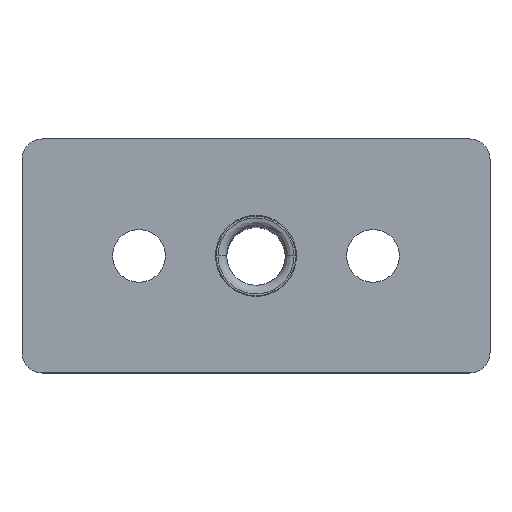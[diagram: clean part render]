
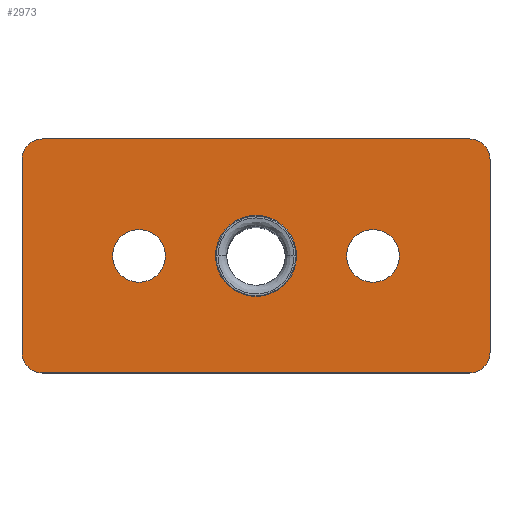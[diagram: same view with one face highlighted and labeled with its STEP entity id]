
A CAD part, top view. The second image highlights one B-rep face of the part: STEP entity #2973.
In plain terms, the highlighted planar face has unit normal (0, 0, 1).
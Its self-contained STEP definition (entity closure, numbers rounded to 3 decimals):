
#51 = LINE ( 'NONE', #1927, #54 ) ;
#53 = CIRCLE ( 'NONE', #1114, 4.5 ) ;
#54 = VECTOR ( 'NONE', #1944, 1000. ) ;
#57 = CIRCLE ( 'NONE', #2001, 3.5 ) ;
#60 = LINE ( 'NONE', #1914, #63 ) ;
#63 = VECTOR ( 'NONE', #1913, 1000. ) ;
#64 = CIRCLE ( 'NONE', #2000, 3.5 ) ;
#67 = LINE ( 'NONE', #1905, #70 ) ;
#70 = VECTOR ( 'NONE', #1904, 1000. ) ;
#71 = CIRCLE ( 'NONE', #1999, 3.5 ) ;
#74 = LINE ( 'NONE', #1897, #77 ) ;
#77 = VECTOR ( 'NONE', #1896, 1000. ) ;
#78 = CIRCLE ( 'NONE', #1998, 3.5 ) ;
#80 = CIRCLE ( 'NONE', #1997, 6.92 ) ;
#81 = CIRCLE ( 'NONE', #1113, 4.5 ) ;
#150 = CIRCLE ( 'NONE', #1080, 6.92 ) ;
#157 = CIRCLE ( 'NONE', #1077, 4.5 ) ;
#174 = CIRCLE ( 'NONE', #1066, 4.5 ) ;
#321 = ORIENTED_EDGE ( 'NONE', *, *, #2053, .F. ) ;
#322 = ORIENTED_EDGE ( 'NONE', *, *, #2059, .F. ) ;
#323 = ORIENTED_EDGE ( 'NONE', *, *, #2055, .F. ) ;
#331 = ORIENTED_EDGE ( 'NONE', *, *, #2050, .F. ) ;
#333 = ORIENTED_EDGE ( 'NONE', *, *, #2065, .F. ) ;
#334 = ORIENTED_EDGE ( 'NONE', *, *, #2057, .F. ) ;
#487 = CARTESIAN_POINT ( 'NONE',  ( 20., -6.92, 0. ) ) ;
#497 = CARTESIAN_POINT ( 'NONE',  ( 56.5, -20., 0. ) ) ;
#503 = CARTESIAN_POINT ( 'NONE',  ( 56.5, 20., 0. ) ) ;
#652 = ORIENTED_EDGE ( 'NONE', *, *, #2068, .F. ) ;
#654 = ORIENTED_EDGE ( 'NONE', *, *, #2127, .F. ) ;
#655 = ORIENTED_EDGE ( 'NONE', *, *, #2147, .F. ) ;
#656 = ORIENTED_EDGE ( 'NONE', *, *, #2063, .F. ) ;
#658 = ORIENTED_EDGE ( 'NONE', *, *, #2067, .F. ) ;
#659 = ORIENTED_EDGE ( 'NONE', *, *, #2122, .F. ) ;
#662 = ORIENTED_EDGE ( 'NONE', *, *, #2066, .F. ) ;
#665 = ORIENTED_EDGE ( 'NONE', *, *, #2061, .F. ) ;
#1021 = CARTESIAN_POINT ( 'NONE',  ( -20., -16.5, 0. ) ) ;
#1066 = AXIS2_PLACEMENT_3D ( 'NONE', #2285, #2286, #2287 ) ;
#1077 = AXIS2_PLACEMENT_3D ( 'NONE', #2870, #2871, #2872 ) ;
#1080 = AXIS2_PLACEMENT_3D ( 'NONE', #2857, #2858, #2859 ) ;
#1113 = AXIS2_PLACEMENT_3D ( 'NONE', #1891, #1890, #1892 ) ;
#1114 = AXIS2_PLACEMENT_3D ( 'NONE', #1889, #1895, #1893 ) ;
#1220 = DIRECTION ( 'NONE',  ( 0., 0., -1. ) ) ;
#1221 = PLANE ( 'NONE',  #1388 ) ;
#1223 = CARTESIAN_POINT ( 'NONE',  ( 20., 0., 0. ) ) ;
#1225 = DIRECTION ( 'NONE',  ( -1., 0., 0. ) ) ;
#1388 = AXIS2_PLACEMENT_3D ( 'NONE', #1223, #1220, #1225 ) ;
#1408 = VERTEX_POINT ( 'NONE', #503 ) ;
#1416 = VERTEX_POINT ( 'NONE', #497 ) ;
#1426 = VERTEX_POINT ( 'NONE', #487 ) ;
#1473 = VERTEX_POINT ( 'NONE', #1875 ) ;
#1489 = VERTEX_POINT ( 'NONE', #1883 ) ;
#1496 = EDGE_LOOP ( 'NONE', ( #652, #655 ) ) ;
#1506 = VERTEX_POINT ( 'NONE', #1021 ) ;
#1562 = CARTESIAN_POINT ( 'NONE',  ( 0., -4.5, 0. ) ) ;
#1571 = CARTESIAN_POINT ( 'NONE',  ( 60., 16.5, 0. ) ) ;
#1572 = CARTESIAN_POINT ( 'NONE',  ( 60., -16.5, 0. ) ) ;
#1865 = DIRECTION ( 'NONE',  ( 0., -1., 0. ) ) ;
#1866 = CARTESIAN_POINT ( 'NONE',  ( 20., 0., 0. ) ) ;
#1867 = DIRECTION ( 'NONE',  ( 0., 1., 0. ) ) ;
#1868 = CARTESIAN_POINT ( 'NONE',  ( -16.5, 16.5, 0. ) ) ;
#1869 = DIRECTION ( 'NONE',  ( 0., 0., 1. ) ) ;
#1872 = DIRECTION ( 'NONE',  ( 0., 0., -1. ) ) ;
#1875 = CARTESIAN_POINT ( 'NONE',  ( 0., 4.5, 0. ) ) ;
#1883 = CARTESIAN_POINT ( 'NONE',  ( 20., 6.92, 0. ) ) ;
#1889 = CARTESIAN_POINT ( 'NONE',  ( 0., 0., 0. ) ) ;
#1890 = DIRECTION ( 'NONE',  ( 0., 0., 1. ) ) ;
#1891 = CARTESIAN_POINT ( 'NONE',  ( 40., 0., 0. ) ) ;
#1892 = DIRECTION ( 'NONE',  ( 0., -1., 0. ) ) ;
#1893 = DIRECTION ( 'NONE',  ( 0., -1., 0. ) ) ;
#1895 = DIRECTION ( 'NONE',  ( 0., 0., 1. ) ) ;
#1896 = DIRECTION ( 'NONE',  ( 0., 1., 0. ) ) ;
#1897 = CARTESIAN_POINT ( 'NONE',  ( -20., 0., 0. ) ) ;
#1898 = DIRECTION ( 'NONE',  ( 0., 1., 0. ) ) ;
#1899 = DIRECTION ( 'NONE',  ( 0., 0., -1. ) ) ;
#1900 = CARTESIAN_POINT ( 'NONE',  ( -16.5, -16.5, 0. ) ) ;
#1904 = DIRECTION ( 'NONE',  ( -1., 0., 0. ) ) ;
#1905 = CARTESIAN_POINT ( 'NONE',  ( 20., -20., 0. ) ) ;
#1906 = DIRECTION ( 'NONE',  ( 0., 1., 0. ) ) ;
#1907 = DIRECTION ( 'NONE',  ( 0., 0., -1. ) ) ;
#1908 = CARTESIAN_POINT ( 'NONE',  ( 56.5, -16.5, 0. ) ) ;
#1913 = DIRECTION ( 'NONE',  ( 0., -1., 0. ) ) ;
#1914 = CARTESIAN_POINT ( 'NONE',  ( 60., 0., 0. ) ) ;
#1915 = DIRECTION ( 'NONE',  ( 0., 1., 0. ) ) ;
#1916 = DIRECTION ( 'NONE',  ( 0., 0., -1. ) ) ;
#1917 = CARTESIAN_POINT ( 'NONE',  ( 56.5, 16.5, 0. ) ) ;
#1927 = CARTESIAN_POINT ( 'NONE',  ( 20., 20., 0. ) ) ;
#1944 = DIRECTION ( 'NONE',  ( 1., 0., 0. ) ) ;
#1987 = VERTEX_POINT ( 'NONE', #1572 ) ;
#1988 = VERTEX_POINT ( 'NONE', #1571 ) ;
#1996 = VERTEX_POINT ( 'NONE', #1562 ) ;
#1997 = AXIS2_PLACEMENT_3D ( 'NONE', #1866, #1869, #1865 ) ;
#1998 = AXIS2_PLACEMENT_3D ( 'NONE', #1868, #1872, #1867 ) ;
#1999 = AXIS2_PLACEMENT_3D ( 'NONE', #1900, #1899, #1898 ) ;
#2000 = AXIS2_PLACEMENT_3D ( 'NONE', #1908, #1907, #1906 ) ;
#2001 = AXIS2_PLACEMENT_3D ( 'NONE', #1917, #1916, #1915 ) ;
#2050 = EDGE_CURVE ( 'NONE', #2407, #1408, #51, .T. ) ;
#2053 = EDGE_CURVE ( 'NONE', #1408, #1988, #57, .T. ) ;
#2055 = EDGE_CURVE ( 'NONE', #1988, #1987, #60, .T. ) ;
#2057 = EDGE_CURVE ( 'NONE', #1987, #1416, #64, .T. ) ;
#2059 = EDGE_CURVE ( 'NONE', #1416, #2403, #67, .T. ) ;
#2061 = EDGE_CURVE ( 'NONE', #2403, #1506, #71, .T. ) ;
#2063 = EDGE_CURVE ( 'NONE', #1506, #2405, #74, .T. ) ;
#2065 = EDGE_CURVE ( 'NONE', #2405, #2407, #78, .T. ) ;
#2066 = EDGE_CURVE ( 'NONE', #1426, #1489, #80, .T. ) ;
#2067 = EDGE_CURVE ( 'NONE', #1996, #1473, #53, .T. ) ;
#2068 = EDGE_CURVE ( 'NONE', #2382, #2412, #81, .T. ) ;
#2122 = EDGE_CURVE ( 'NONE', #1489, #1426, #150, .T. ) ;
#2127 = EDGE_CURVE ( 'NONE', #1473, #1996, #157, .T. ) ;
#2147 = EDGE_CURVE ( 'NONE', #2412, #2382, #174, .T. ) ;
#2285 = CARTESIAN_POINT ( 'NONE',  ( 40., 0., 0. ) ) ;
#2286 = DIRECTION ( 'NONE',  ( 0., 0., 1. ) ) ;
#2287 = DIRECTION ( 'NONE',  ( 0., -1., 0. ) ) ;
#2382 = VERTEX_POINT ( 'NONE', #2542 ) ;
#2403 = VERTEX_POINT ( 'NONE', #2563 ) ;
#2405 = VERTEX_POINT ( 'NONE', #2565 ) ;
#2407 = VERTEX_POINT ( 'NONE', #2567 ) ;
#2412 = VERTEX_POINT ( 'NONE', #2572 ) ;
#2542 = CARTESIAN_POINT ( 'NONE',  ( 40., -4.5, 0. ) ) ;
#2563 = CARTESIAN_POINT ( 'NONE',  ( -16.5, -20., 0. ) ) ;
#2565 = CARTESIAN_POINT ( 'NONE',  ( -20., 16.5, 0. ) ) ;
#2567 = CARTESIAN_POINT ( 'NONE',  ( -16.5, 20., 0. ) ) ;
#2572 = CARTESIAN_POINT ( 'NONE',  ( 40., 4.5, 0. ) ) ;
#2732 = EDGE_LOOP ( 'NONE', ( #658, #654 ) ) ;
#2737 = EDGE_LOOP ( 'NONE', ( #662, #659 ) ) ;
#2744 = EDGE_LOOP ( 'NONE', ( #656, #665, #322, #334, #323, #321, #331, #333 ) ) ;
#2857 = CARTESIAN_POINT ( 'NONE',  ( 20., 0., 0. ) ) ;
#2858 = DIRECTION ( 'NONE',  ( 0., 0., 1. ) ) ;
#2859 = DIRECTION ( 'NONE',  ( 0., -1., 0. ) ) ;
#2870 = CARTESIAN_POINT ( 'NONE',  ( 0., 0., 0. ) ) ;
#2871 = DIRECTION ( 'NONE',  ( 0., 0., 1. ) ) ;
#2872 = DIRECTION ( 'NONE',  ( 0., -1., 0. ) ) ;
#2973 = ADVANCED_FACE ( 'NONE', ( #3180, #3184, #3166, #3173 ), #1221, .F. ) ;
#3166 = FACE_BOUND ( 'NONE', #2737, .T. ) ;
#3173 = FACE_OUTER_BOUND ( 'NONE', #2744, .T. ) ;
#3180 = FACE_BOUND ( 'NONE', #1496, .T. ) ;
#3184 = FACE_BOUND ( 'NONE', #2732, .T. ) ;
